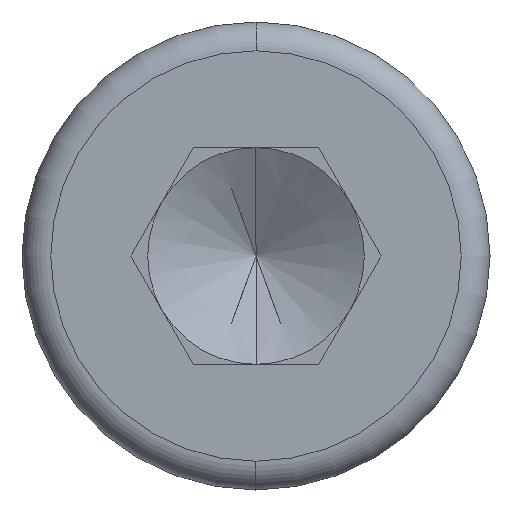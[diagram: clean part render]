
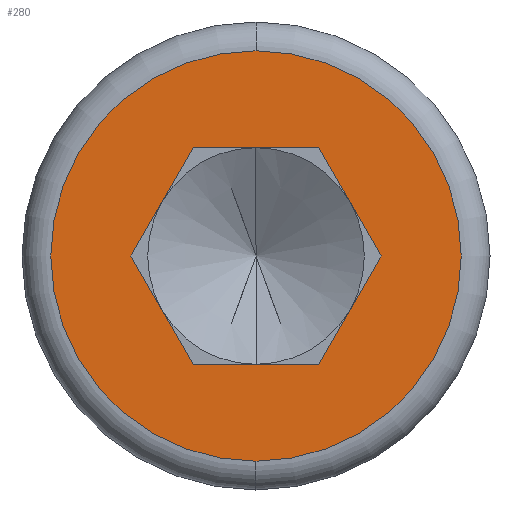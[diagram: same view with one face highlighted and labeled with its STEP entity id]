
A CAD part, left-side view. The second image highlights one B-rep face of the part: STEP entity #280.
In plain terms, the highlighted planar face has unit normal (-1, 0, 0).
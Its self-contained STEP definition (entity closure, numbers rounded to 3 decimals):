
#9 = FACE_OUTER_BOUND ( 'NONE', #601, .T. ) ;
#16 = DIRECTION ( 'NONE',  ( -1., 0., 0. ) ) ;
#21 = LINE ( 'NONE', #99, #473 ) ;
#41 = VERTEX_POINT ( 'NONE', #695 ) ;
#47 = CARTESIAN_POINT ( 'NONE',  ( 0., -1.738, 3.01 ) ) ;
#99 = CARTESIAN_POINT ( 'NONE',  ( 0., 3.476, 0. ) ) ;
#102 = ORIENTED_EDGE ( 'NONE', *, *, #410, .T. ) ;
#104 = EDGE_CURVE ( 'NONE', #148, #41, #483, .T. ) ;
#108 = EDGE_CURVE ( 'NONE', #195, #41, #354, .T. ) ;
#111 = CARTESIAN_POINT ( 'NONE',  ( 0., 0., -5.7 ) ) ;
#121 = LINE ( 'NONE', #669, #426 ) ;
#132 = CIRCLE ( 'NONE', #607, 5.7 ) ;
#148 = VERTEX_POINT ( 'NONE', #350 ) ;
#161 = VERTEX_POINT ( 'NONE', #47 ) ;
#171 = CARTESIAN_POINT ( 'NONE',  ( 0., 0., 0. ) ) ;
#195 = VERTEX_POINT ( 'NONE', #290 ) ;
#202 = EDGE_CURVE ( 'NONE', #330, #526, #132, .T. ) ;
#217 = DIRECTION ( 'NONE',  ( 0., -0.5, 0.866 ) ) ;
#239 = VERTEX_POINT ( 'NONE', #372 ) ;
#245 = CARTESIAN_POINT ( 'NONE',  ( 0., 0., 0. ) ) ;
#248 = VECTOR ( 'NONE', #538, 1000. ) ;
#252 = DIRECTION ( 'NONE',  ( 0., -0.5, -0.866 ) ) ;
#265 = EDGE_CURVE ( 'NONE', #161, #754, #121, .T. ) ;
#280 = ADVANCED_FACE ( 'NONE', ( #425, #9 ), #317, .T. ) ;
#290 = CARTESIAN_POINT ( 'NONE',  ( 0., 1.738, -3.01 ) ) ;
#300 = CIRCLE ( 'NONE', #400, 5.7 ) ;
#305 = CARTESIAN_POINT ( 'NONE',  ( 0., -1.738, 3.01 ) ) ;
#314 = ORIENTED_EDGE ( 'NONE', *, *, #477, .T. ) ;
#317 = PLANE ( 'NONE',  #570 ) ;
#330 = VERTEX_POINT ( 'NONE', #610 ) ;
#334 = ORIENTED_EDGE ( 'NONE', *, *, #202, .T. ) ;
#350 = CARTESIAN_POINT ( 'NONE',  ( 0., -3.476, 0. ) ) ;
#354 = LINE ( 'NONE', #600, #248 ) ;
#367 = DIRECTION ( 'NONE',  ( 0., 1., 0. ) ) ;
#372 = CARTESIAN_POINT ( 'NONE',  ( 0., 3.476, 0. ) ) ;
#376 = ORIENTED_EDGE ( 'NONE', *, *, #108, .F. ) ;
#378 = CARTESIAN_POINT ( 'NONE',  ( 0., 3.476, 0. ) ) ;
#385 = ORIENTED_EDGE ( 'NONE', *, *, #265, .F. ) ;
#400 = AXIS2_PLACEMENT_3D ( 'NONE', #743, #528, #710 ) ;
#410 = EDGE_CURVE ( 'NONE', #526, #330, #300, .T. ) ;
#416 = DIRECTION ( 'NONE',  ( 0., 0., 1. ) ) ;
#425 = FACE_BOUND ( 'NONE', #505, .T. ) ;
#426 = VECTOR ( 'NONE', #367, 1000. ) ;
#428 = ORIENTED_EDGE ( 'NONE', *, *, #104, .T. ) ;
#430 = DIRECTION ( 'NONE',  ( 0., 0., 1. ) ) ;
#433 = VECTOR ( 'NONE', #718, 1000. ) ;
#437 = LINE ( 'NONE', #378, #712 ) ;
#456 = ORIENTED_EDGE ( 'NONE', *, *, #702, .F. ) ;
#469 = ORIENTED_EDGE ( 'NONE', *, *, #604, .T. ) ;
#473 = VECTOR ( 'NONE', #217, 1000. ) ;
#475 = DIRECTION ( 'NONE',  ( 0., 0.5, -0.866 ) ) ;
#477 = EDGE_CURVE ( 'NONE', #239, #754, #21, .T. ) ;
#478 = LINE ( 'NONE', #305, #433 ) ;
#483 = LINE ( 'NONE', #542, #504 ) ;
#504 = VECTOR ( 'NONE', #475, 1000. ) ;
#505 = EDGE_LOOP ( 'NONE', ( #314, #385, #469, #428, #376, #456 ) ) ;
#526 = VERTEX_POINT ( 'NONE', #111 ) ;
#528 = DIRECTION ( 'NONE',  ( -1., 0., 0. ) ) ;
#538 = DIRECTION ( 'NONE',  ( 0., -1., 0. ) ) ;
#542 = CARTESIAN_POINT ( 'NONE',  ( 0., -3.476, 0. ) ) ;
#570 = AXIS2_PLACEMENT_3D ( 'NONE', #245, #16, #430 ) ;
#600 = CARTESIAN_POINT ( 'NONE',  ( 0., 1.738, -3.01 ) ) ;
#601 = EDGE_LOOP ( 'NONE', ( #334, #102 ) ) ;
#604 = EDGE_CURVE ( 'NONE', #161, #148, #478, .T. ) ;
#607 = AXIS2_PLACEMENT_3D ( 'NONE', #171, #655, #416 ) ;
#610 = CARTESIAN_POINT ( 'NONE',  ( 0., 0., 5.7 ) ) ;
#655 = DIRECTION ( 'NONE',  ( -1., 0., 0. ) ) ;
#669 = CARTESIAN_POINT ( 'NONE',  ( 0., -1.738, 3.01 ) ) ;
#690 = CARTESIAN_POINT ( 'NONE',  ( 0., 1.738, 3.01 ) ) ;
#695 = CARTESIAN_POINT ( 'NONE',  ( 0., -1.738, -3.01 ) ) ;
#702 = EDGE_CURVE ( 'NONE', #239, #195, #437, .T. ) ;
#710 = DIRECTION ( 'NONE',  ( 0., 0., 1. ) ) ;
#712 = VECTOR ( 'NONE', #252, 1000. ) ;
#718 = DIRECTION ( 'NONE',  ( 0., -0.5, -0.866 ) ) ;
#743 = CARTESIAN_POINT ( 'NONE',  ( 0., 0., 0. ) ) ;
#754 = VERTEX_POINT ( 'NONE', #690 ) ;
